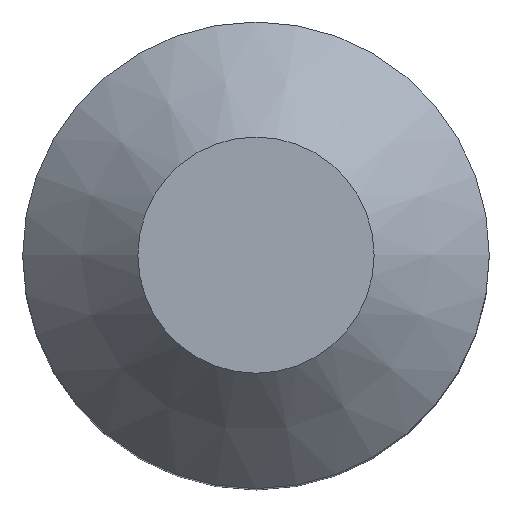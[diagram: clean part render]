
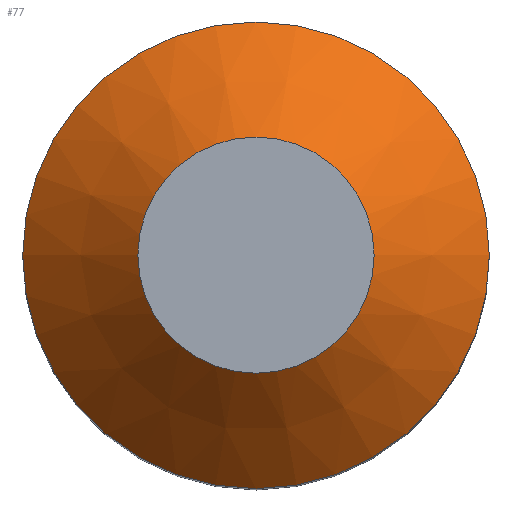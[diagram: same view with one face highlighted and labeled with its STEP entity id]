
A CAD part, top view. The second image highlights one B-rep face of the part: STEP entity #77.
In plain terms, the highlighted conical face has half-angle 45 degrees and reference radius 9.15 mm.
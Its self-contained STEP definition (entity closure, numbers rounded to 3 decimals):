
#16=CONICAL_SURFACE('',#105,9.15,0.785);
#22=FACE_OUTER_BOUND('',#28,.T.);
#28=EDGE_LOOP('',(#62,#63,#64,#65));
#34=LINE('',#151,#37);
#37=VECTOR('',#127,9.15);
#41=CIRCLE('',#106,6.15);
#42=CIRCLE('',#107,12.15);
#46=VERTEX_POINT('',#148);
#47=VERTEX_POINT('',#150);
#52=EDGE_CURVE('',#46,#46,#41,.T.);
#53=EDGE_CURVE('',#46,#47,#34,.T.);
#54=EDGE_CURVE('',#47,#47,#42,.T.);
#62=ORIENTED_EDGE('',*,*,#52,.T.);
#63=ORIENTED_EDGE('',*,*,#53,.T.);
#64=ORIENTED_EDGE('',*,*,#54,.T.);
#65=ORIENTED_EDGE('',*,*,#53,.F.);
#77=ADVANCED_FACE('',(#22),#16,.T.);
#105=AXIS2_PLACEMENT_3D('',#147,#123,#124);
#106=AXIS2_PLACEMENT_3D('',#149,#125,#126);
#107=AXIS2_PLACEMENT_3D('',#152,#128,#129);
#123=DIRECTION('center_axis',(0.,0.,-1.));
#124=DIRECTION('ref_axis',(-1.,0.,0.));
#125=DIRECTION('center_axis',(0.,0.,-1.));
#126=DIRECTION('ref_axis',(-1.,0.,0.));
#127=DIRECTION('',(0.707,0.,-0.707));
#128=DIRECTION('center_axis',(0.,0.,1.));
#129=DIRECTION('ref_axis',(-1.,0.,0.));
#147=CARTESIAN_POINT('Origin',(0.,0.,73.));
#148=CARTESIAN_POINT('',(6.15,0.,76.));
#149=CARTESIAN_POINT('Origin',(0.,0.,76.));
#150=CARTESIAN_POINT('',(12.15,0.,70.));
#151=CARTESIAN_POINT('',(9.15,0.,73.));
#152=CARTESIAN_POINT('Origin',(0.,0.,70.));
